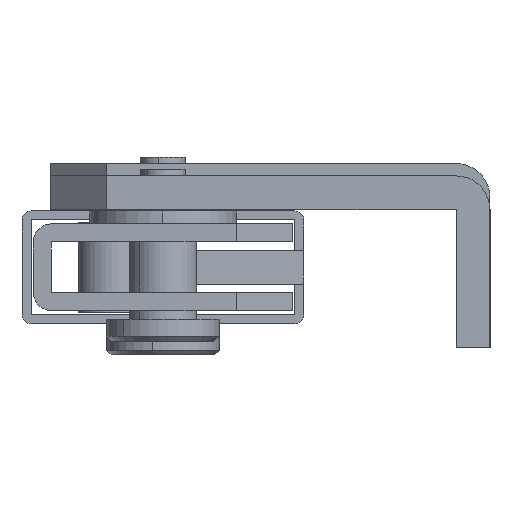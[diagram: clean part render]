
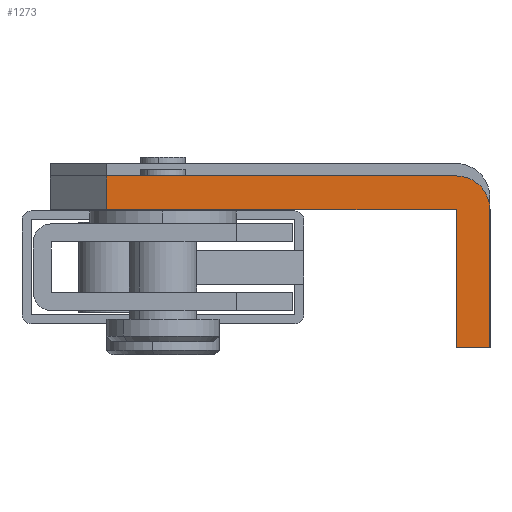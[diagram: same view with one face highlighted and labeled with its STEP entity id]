
A CAD part, left-side view. The second image highlights one B-rep face of the part: STEP entity #1273.
In plain terms, the highlighted face is planar.
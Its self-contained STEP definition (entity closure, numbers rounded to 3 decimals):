
#1 = LINE ( 'NONE', #2828, #3651 ) ;
#4 = LINE ( 'NONE', #4641, #3683 ) ;
#10 = LINE ( 'NONE', #4623, #3673 ) ;
#41 = FACE_OUTER_BOUND ( 'NONE', #799, .T. ) ;
#97 = LINE ( 'NONE', #2641, #3667 ) ;
#103 = LINE ( 'NONE', #2647, #3707 ) ;
#105 = LINE ( 'NONE', #2840, #3692 ) ;
#731 = ORIENTED_EDGE ( 'NONE', *, *, #1644, .T. ) ;
#732 = ORIENTED_EDGE ( 'NONE', *, *, #1641, .T. ) ;
#733 = ORIENTED_EDGE ( 'NONE', *, *, #1633, .T. ) ;
#734 = ORIENTED_EDGE ( 'NONE', *, *, #1636, .T. ) ;
#735 = ORIENTED_EDGE ( 'NONE', *, *, #1652, .T. ) ;
#736 = ORIENTED_EDGE ( 'NONE', *, *, #1625, .T. ) ;
#738 = ORIENTED_EDGE ( 'NONE', *, *, #1649, .T. ) ;
#799 = EDGE_LOOP ( 'NONE', ( #738, #735, #736, #733, #734, #732, #731 ) ) ;
#1223 = CARTESIAN_POINT ( 'NONE',  ( 25., -52., 24.5 ) ) ;
#1226 = CARTESIAN_POINT ( 'NONE',  ( 25., -58., 0. ) ) ;
#1227 = CARTESIAN_POINT ( 'NONE',  ( 25., -58., 24.5 ) ) ;
#1229 = CARTESIAN_POINT ( 'NONE',  ( 25., -52., -6. ) ) ;
#1230 = CARTESIAN_POINT ( 'NONE',  ( 25., 10., -6. ) ) ;
#1238 = CARTESIAN_POINT ( 'NONE',  ( 25., 10., 0. ) ) ;
#1239 = CARTESIAN_POINT ( 'NONE',  ( 25., -52., 0. ) ) ;
#1273 = ADVANCED_FACE ( 'NONE', ( #41 ), #2114, .F. ) ;
#1625 = EDGE_CURVE ( 'NONE', #4757, #4758, #10, .T. ) ;
#1633 = EDGE_CURVE ( 'NONE', #4758, #4741, #4, .T. ) ;
#1636 = EDGE_CURVE ( 'NONE', #4741, #4745, #1, .T. ) ;
#1641 = EDGE_CURVE ( 'NONE', #4745, #4744, #105, .T. ) ;
#1644 = EDGE_CURVE ( 'NONE', #4744, #4747, #3670, .T. ) ;
#1649 = EDGE_CURVE ( 'NONE', #4747, #4748, #97, .T. ) ;
#1652 = EDGE_CURVE ( 'NONE', #4748, #4757, #103, .T. ) ;
#2114 = PLANE ( 'NONE',  #4889 ) ;
#2115 = CARTESIAN_POINT ( 'NONE',  ( 25., -52., 0. ) ) ;
#2116 = DIRECTION ( 'NONE',  ( -1., 0., 0. ) ) ;
#2117 = DIRECTION ( 'NONE',  ( 0., 0., 1. ) ) ;
#2641 = CARTESIAN_POINT ( 'NONE',  ( 25., -52., -6. ) ) ;
#2642 = DIRECTION ( 'NONE',  ( 0., 1., 0. ) ) ;
#2647 = CARTESIAN_POINT ( 'NONE',  ( 25., 10., 0. ) ) ;
#2648 = DIRECTION ( 'NONE',  ( 0., 0., 1. ) ) ;
#2828 = CARTESIAN_POINT ( 'NONE',  ( 25., -52., 24.5 ) ) ;
#2829 = DIRECTION ( 'NONE',  ( 0., -1., 0. ) ) ;
#2840 = CARTESIAN_POINT ( 'NONE',  ( 25., -58., 24.5 ) ) ;
#2841 = DIRECTION ( 'NONE',  ( 0., 0., -1. ) ) ;
#2847 = CARTESIAN_POINT ( 'NONE',  ( 25., -52., 0. ) ) ;
#2848 = DIRECTION ( 'NONE',  ( 1., 0., 0. ) ) ;
#2849 = DIRECTION ( 'NONE',  ( 0., 0., 1. ) ) ;
#3651 = VECTOR ( 'NONE', #2829, 1000. ) ;
#3667 = VECTOR ( 'NONE', #2642, 1000. ) ;
#3670 = CIRCLE ( 'NONE', #3697, 6. ) ;
#3673 = VECTOR ( 'NONE', #4624, 1000. ) ;
#3683 = VECTOR ( 'NONE', #4642, 1000. ) ;
#3692 = VECTOR ( 'NONE', #2841, 1000. ) ;
#3697 = AXIS2_PLACEMENT_3D ( 'NONE', #2847, #2848, #2849 ) ;
#3707 = VECTOR ( 'NONE', #2648, 1000. ) ;
#4623 = CARTESIAN_POINT ( 'NONE',  ( 25., 20., 0. ) ) ;
#4624 = DIRECTION ( 'NONE',  ( 0., -1., 0. ) ) ;
#4641 = CARTESIAN_POINT ( 'NONE',  ( 25., -52., 0. ) ) ;
#4642 = DIRECTION ( 'NONE',  ( 0., 0., 1. ) ) ;
#4741 = VERTEX_POINT ( 'NONE', #1223 ) ;
#4744 = VERTEX_POINT ( 'NONE', #1226 ) ;
#4745 = VERTEX_POINT ( 'NONE', #1227 ) ;
#4747 = VERTEX_POINT ( 'NONE', #1229 ) ;
#4748 = VERTEX_POINT ( 'NONE', #1230 ) ;
#4757 = VERTEX_POINT ( 'NONE', #1238 ) ;
#4758 = VERTEX_POINT ( 'NONE', #1239 ) ;
#4889 = AXIS2_PLACEMENT_3D ( 'NONE', #2115, #2116, #2117 ) ;
